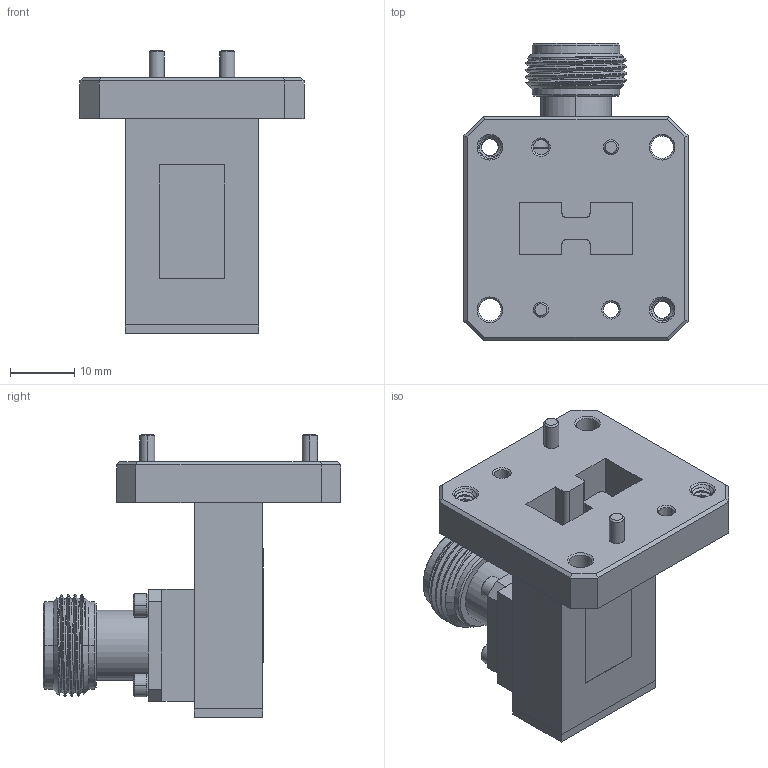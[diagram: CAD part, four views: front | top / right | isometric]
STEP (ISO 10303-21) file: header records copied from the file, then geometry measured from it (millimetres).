
FILE_DESCRIPTION (( 'STEP AP203' ), '1' );
FILE_NAME ('FMWCA1113.step', '2020-10-30T19:55:59', ( '' ), ( '' ), 'SwSTEP 2.0', 'SolidWorks 2018', '' );
FILE_SCHEMA (( 'CONFIG_CONTROL_DESIGN' ));
Length unit declared in the file: inch
Products named in the file (1): FMWCA1113
Bounding box: 35 x 46.45 x 44.3 mm (x, y, z)
Volume: 14106.1 mm3; surface area: 9966.2 mm2
Topology: 1 solids, 1 shells, 313 faces, 743 edges, 455 vertices
Faces by surface type: plane 117, cylinder 90, cone 83, bspline 23
Entity records: 16118 total; most frequent: CARTESIAN_POINT 9240, ORIENTED_EDGE 1486, DIRECTION 1302, EDGE_CURVE 743, AXIS2_PLACEMENT_3D 476, VERTEX_POINT 455, VECTOR 350, LINE 350
